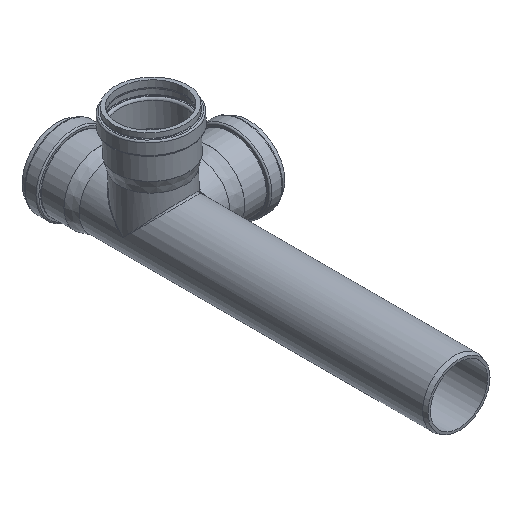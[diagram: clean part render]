
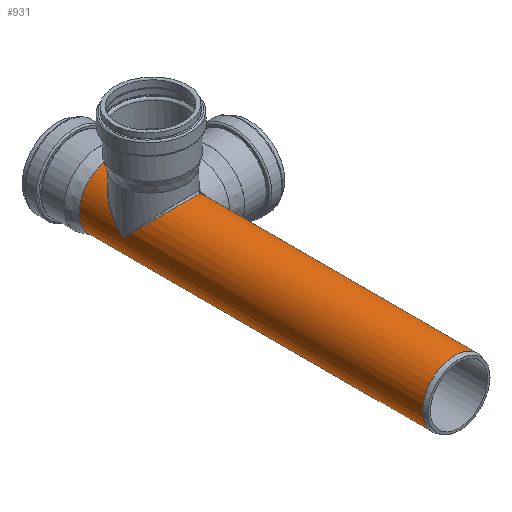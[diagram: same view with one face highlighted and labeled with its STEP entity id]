
A CAD part, isometric view. The second image highlights one B-rep face of the part: STEP entity #931.
In plain terms, the highlighted cylindrical face has radius 45 mm (diameter 90 mm), a full revolution.
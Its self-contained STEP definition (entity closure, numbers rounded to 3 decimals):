
#54=CYLINDRICAL_SURFACE('',#1061,45.);
#72=ELLIPSE('',#998,66.6,45.);
#73=ELLIPSE('',#999,66.6,45.);
#75=ELLIPSE('',#1001,63.634,45.);
#78=ELLIPSE('',#1004,63.634,45.);
#126=FACE_BOUND('',#325,.T.);
#127=FACE_BOUND('',#326,.T.);
#212=FACE_OUTER_BOUND('',#324,.T.);
#324=EDGE_LOOP('',(#772));
#325=EDGE_LOOP('',(#773,#774,#775,#776));
#326=EDGE_LOOP('',(#777));
#426=CIRCLE('',#986,45.);
#458=CIRCLE('',#1062,45.);
#507=VERTEX_POINT('',#1516);
#510=VERTEX_POINT('',#1522);
#512=VERTEX_POINT('',#1527);
#514=VERTEX_POINT('',#1629);
#515=VERTEX_POINT('',#1682);
#545=VERTEX_POINT('',#1875);
#594=EDGE_CURVE('',#507,#507,#426,.T.);
#604=EDGE_CURVE('',#514,#512,#72,.T.);
#605=EDGE_CURVE('',#512,#515,#73,.T.);
#607=EDGE_CURVE('',#510,#514,#75,.T.);
#610=EDGE_CURVE('',#515,#510,#78,.T.);
#641=EDGE_CURVE('',#545,#545,#458,.T.);
#772=ORIENTED_EDGE('',*,*,#594,.T.);
#773=ORIENTED_EDGE('',*,*,#605,.F.);
#774=ORIENTED_EDGE('',*,*,#604,.F.);
#775=ORIENTED_EDGE('',*,*,#607,.F.);
#776=ORIENTED_EDGE('',*,*,#610,.F.);
#777=ORIENTED_EDGE('',*,*,#641,.T.);
#931=ADVANCED_FACE('',(#212,#126,#127),#54,.T.);
#986=AXIS2_PLACEMENT_3D('',#1517,#1167,#1168);
#998=AXIS2_PLACEMENT_3D('',#1631,#1191,#1192);
#999=AXIS2_PLACEMENT_3D('',#1683,#1193,#1194);
#1001=AXIS2_PLACEMENT_3D('',#1735,#1197,#1198);
#1004=AXIS2_PLACEMENT_3D('',#1788,#1203,#1204);
#1061=AXIS2_PLACEMENT_3D('',#1874,#1317,#1318);
#1062=AXIS2_PLACEMENT_3D('',#1876,#1319,#1320);
#1167=DIRECTION('center_axis',(0.,1.,0.));
#1168=DIRECTION('ref_axis',(1.,0.,0.));
#1191=DIRECTION('center_axis',(0.737,-0.676,0.));
#1192=DIRECTION('ref_axis',(0.676,0.737,0.));
#1193=DIRECTION('center_axis',(0.,-0.676,0.737));
#1194=DIRECTION('ref_axis',(0.,0.737,0.676));
#1197=DIRECTION('center_axis',(0.707,0.707,0.));
#1198=DIRECTION('ref_axis',(0.707,-0.707,0.));
#1203=DIRECTION('center_axis',(0.,0.707,0.707));
#1204=DIRECTION('ref_axis',(0.,-0.707,0.707));
#1317=DIRECTION('center_axis',(0.,-1.,0.));
#1318=DIRECTION('ref_axis',(1.,0.,0.));
#1319=DIRECTION('center_axis',(0.,-1.,0.));
#1320=DIRECTION('ref_axis',(1.,0.,0.));
#1516=CARTESIAN_POINT('',(0.,-481.,45.));
#1517=CARTESIAN_POINT('Origin',(0.,-481.,0.));
#1522=CARTESIAN_POINT('',(31.82,-92.815,31.82));
#1527=CARTESIAN_POINT('',(31.82,-26.283,31.82));
#1629=CARTESIAN_POINT('',(0.,-61.,-45.));
#1631=CARTESIAN_POINT('Origin',(0.,-61.,0.));
#1682=CARTESIAN_POINT('',(-45.,-61.,0.));
#1683=CARTESIAN_POINT('Origin',(0.,-61.,0.));
#1735=CARTESIAN_POINT('Origin',(0.,-61.,0.));
#1788=CARTESIAN_POINT('Origin',(0.,-61.,0.));
#1874=CARTESIAN_POINT('Origin',(0.,-122.5,0.));
#1875=CARTESIAN_POINT('',(45.,0.,0.));
#1876=CARTESIAN_POINT('Origin',(0.,0.,0.));
